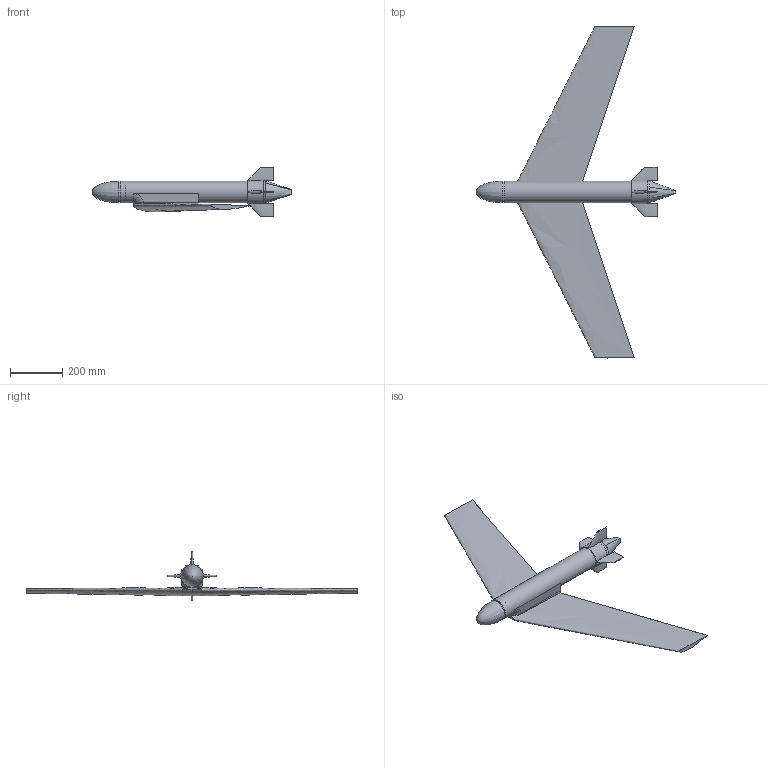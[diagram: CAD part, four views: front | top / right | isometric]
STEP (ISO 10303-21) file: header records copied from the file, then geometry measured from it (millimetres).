
FILE_DESCRIPTION(/* description */ (''),/* implementation_level */ '2;1');
FILE_NAME(/* name */ 'Assembly v4.step',/* time_stamp */ '2025-06-10T10:50:11+05:30',/* author */ (''),/* organization */ (''),/* preprocessor_version */ 'ST-DEVELOPER v20.1',/* originating_system */ 'Autodesk Translation Framework v14.10.0.0',/* authorisation */ '');
FILE_SCHEMA (('AUTOMOTIVE_DESIGN { 1 0 10303 214 3 1 1 }'));
Length unit declared in the file: millimetre
Products named in the file (13): Assembly; Untitled; Component1; Upper wing; Component1_1; Component1(Mirror); Drone Aft Bulkhead (optional); Component1_2; Tail Fins; Tail Fins_1; Component1_3; New Nosecone; Component1_4
Assembly tree (15 placements, depth 3):
  Assembly
    Untitled
      Component1
    Upper wing
      Component1_1
      Component1(Mirror)
    Drone Aft Bulkhead (optional)
      Component1_2
    Tail Fins_1  x3
      Component1_3
    Tail Fins
      Component1_3
    New Nosecone
      Component1_4
Bounding box: 768.2 x 1276.4 x 189.86 mm (x, y, z)
Volume: 5167288.7 mm3; surface area: 1074924.2 mm2
Topology: 11 solids, 11 shells, 89 faces, 178 edges, 114 vertices
Faces by surface type: plane 47, bspline 26, cylinder 15, cone 1
Full cylindrical faces by diameter (mm): 20 x1, 60 x1, 71.2 x1, 76 x1, 76.2 x2, 83.2 x1, 84 x1, 88 x1, 90 x1
Entity records: 6037 total; most frequent: CARTESIAN_POINT 4175, DIRECTION 330, ORIENTED_EDGE 312, EDGE_CURVE 156, AXIS2_PLACEMENT_3D 131, VERTEX_POINT 102, EDGE_LOOP 88, FACE_OUTER_BOUND 77
